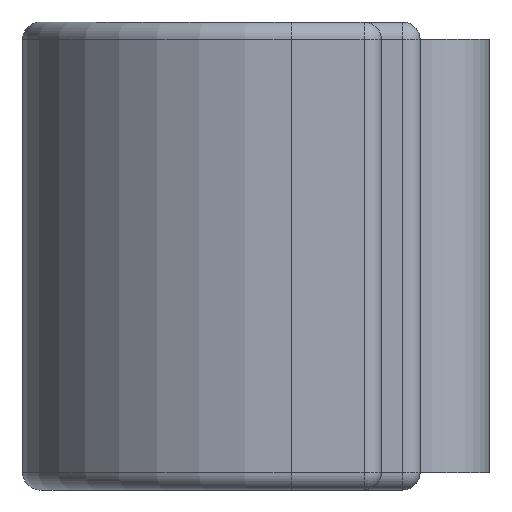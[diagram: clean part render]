
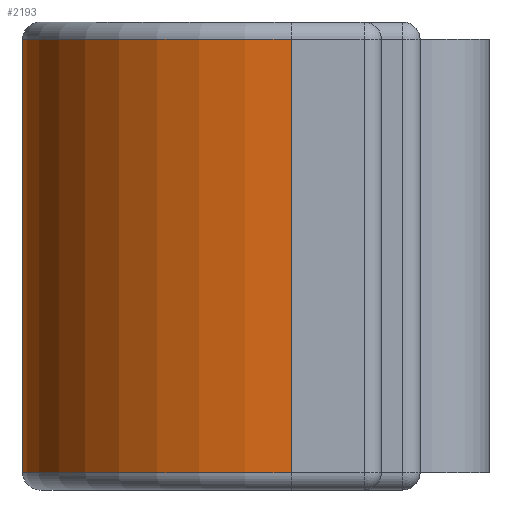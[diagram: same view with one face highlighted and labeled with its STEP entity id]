
A CAD part, left-side view. The second image highlights one B-rep face of the part: STEP entity #2193.
In plain terms, the highlighted cylindrical face has radius 11.811 mm (diameter 23.622 mm), a partial arc.
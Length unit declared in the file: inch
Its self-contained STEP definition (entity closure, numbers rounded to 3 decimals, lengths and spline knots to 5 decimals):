
#208 = CARTESIAN_POINT ( 'NONE',  ( -1.34, 0.343, 0.375 ) ) ;
#231 = CIRCLE ( 'NONE', #650, 0.465 ) ;
#338 = DIRECTION ( 'NONE',  ( 0., 0., -1. ) ) ;
#360 = DIRECTION ( 'NONE',  ( 0., 0., 1. ) ) ;
#421 = DIRECTION ( 'NONE',  ( 0., 0., -1. ) ) ;
#488 = CARTESIAN_POINT ( 'NONE',  ( -1.34, 0.343, -0.375 ) ) ;
#524 = LINE ( 'NONE', #1215, #1874 ) ;
#542 = VERTEX_POINT ( 'NONE', #3517 ) ;
#650 = AXIS2_PLACEMENT_3D ( 'NONE', #2005, #360, #2266 ) ;
#806 = AXIS2_PLACEMENT_3D ( 'NONE', #1058, #2990, #1345 ) ;
#831 = ORIENTED_EDGE ( 'NONE', *, *, #3055, .T. ) ;
#898 = CIRCLE ( 'NONE', #806, 0.465 ) ;
#1058 = CARTESIAN_POINT ( 'NONE',  ( -0.875, 0.343, -0.375 ) ) ;
#1166 = ORIENTED_EDGE ( 'NONE', *, *, #2446, .F. ) ;
#1215 = CARTESIAN_POINT ( 'NONE',  ( -0.41, 0.343, 0.375 ) ) ;
#1253 = VERTEX_POINT ( 'NONE', #1415 ) ;
#1319 = CARTESIAN_POINT ( 'NONE',  ( -0.875, 0.343, 0. ) ) ;
#1337 = EDGE_CURVE ( 'NONE', #542, #1253, #524, .T. ) ;
#1345 = DIRECTION ( 'NONE',  ( 1., 0., 0. ) ) ;
#1415 = CARTESIAN_POINT ( 'NONE',  ( -0.41, 0.343, -0.375 ) ) ;
#1599 = DIRECTION ( 'NONE',  ( 1., 0., 0. ) ) ;
#1762 = VERTEX_POINT ( 'NONE', #488 ) ;
#1867 = FACE_OUTER_BOUND ( 'NONE', #2327, .T. ) ;
#1868 = DIRECTION ( 'NONE',  ( 0., 0., 1. ) ) ;
#1874 = VECTOR ( 'NONE', #421, 39.37008 ) ;
#1969 = LINE ( 'NONE', #2789, #3350 ) ;
#2005 = CARTESIAN_POINT ( 'NONE',  ( -0.875, 0.343, 0.375 ) ) ;
#2193 = ADVANCED_FACE ( 'NONE', ( #1867 ), #2251, .T. ) ;
#2251 = CYLINDRICAL_SURFACE ( 'NONE', #2977, 0.465 ) ;
#2266 = DIRECTION ( 'NONE',  ( 1., 0., 0. ) ) ;
#2327 = EDGE_LOOP ( 'NONE', ( #3333, #831, #2975, #1166 ) ) ;
#2446 = EDGE_CURVE ( 'NONE', #542, #2978, #231, .T. ) ;
#2789 = CARTESIAN_POINT ( 'NONE',  ( -1.34, 0.343, 0.375 ) ) ;
#2975 = ORIENTED_EDGE ( 'NONE', *, *, #3225, .F. ) ;
#2977 = AXIS2_PLACEMENT_3D ( 'NONE', #1319, #1868, #1599 ) ;
#2978 = VERTEX_POINT ( 'NONE', #208 ) ;
#2990 = DIRECTION ( 'NONE',  ( 0., 0., 1. ) ) ;
#3055 = EDGE_CURVE ( 'NONE', #1253, #1762, #898, .T. ) ;
#3225 = EDGE_CURVE ( 'NONE', #2978, #1762, #1969, .T. ) ;
#3333 = ORIENTED_EDGE ( 'NONE', *, *, #1337, .T. ) ;
#3350 = VECTOR ( 'NONE', #338, 39.37008 ) ;
#3517 = CARTESIAN_POINT ( 'NONE',  ( -0.41, 0.343, 0.375 ) ) ;
